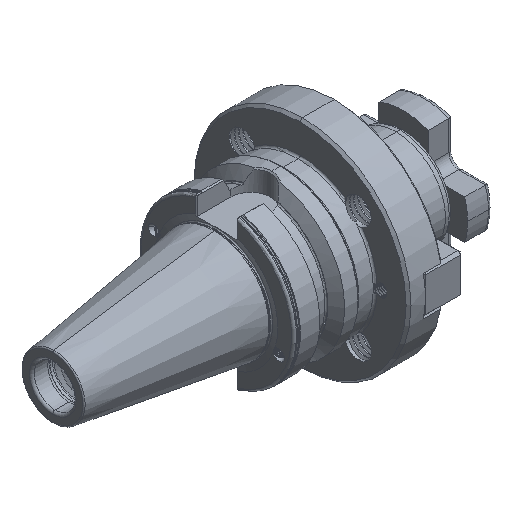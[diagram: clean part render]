
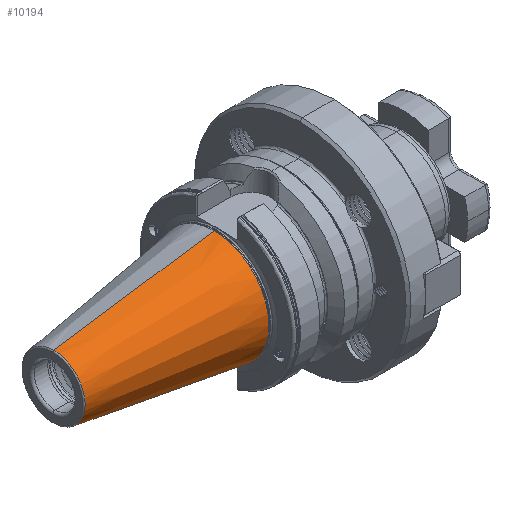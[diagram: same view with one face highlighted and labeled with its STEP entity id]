
A CAD part, isometric view. The second image highlights one B-rep face of the part: STEP entity #10194.
In plain terms, the highlighted conical face has half-angle 8.297 degrees and reference radius 22.24 mm.
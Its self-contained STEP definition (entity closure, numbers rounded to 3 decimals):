
#1972 = VERTEX_POINT ( 'NONE', #2629 ) ;
#1992 = VERTEX_POINT ( 'NONE', #2651 ) ;
#2004 = VERTEX_POINT ( 'NONE', #2624 ) ;
#2015 = VERTEX_POINT ( 'NONE', #17905 ) ;
#2441 = CARTESIAN_POINT ( 'NONE',  ( -0.9, 0., -22.24 ) ) ;
#2444 = DIRECTION ( 'NONE',  ( 0.99, 0., -0.144 ) ) ;
#2624 = CARTESIAN_POINT ( 'NONE',  ( -65.972, 0., 12.75 ) ) ;
#2629 = CARTESIAN_POINT ( 'NONE',  ( -0.9, 0., -22.24 ) ) ;
#2651 = CARTESIAN_POINT ( 'NONE',  ( -0.9, 0., 22.24 ) ) ;
#5972 = EDGE_LOOP ( 'NONE', ( #35801, #35789, #35779, #35764 ) ) ;
#7316 = EDGE_CURVE ( 'NONE', #2004, #2015, #13179, .T. ) ;
#7443 = EDGE_CURVE ( 'NONE', #1992, #1972, #13253, .T. ) ;
#7998 = EDGE_CURVE ( 'NONE', #2015, #1972, #17519, .T. ) ;
#8056 = EDGE_CURVE ( 'NONE', #2004, #1992, #17750, .T. ) ;
#10194 = ADVANCED_FACE ( 'NONE', ( #15647 ), #15661, .T. ) ;
#13179 = CIRCLE ( 'NONE', #13788, 12.75 ) ;
#13253 = CIRCLE ( 'NONE', #13823, 22.24 ) ;
#13788 = AXIS2_PLACEMENT_3D ( 'NONE', #16717, #16658, #16647 ) ;
#13823 = AXIS2_PLACEMENT_3D ( 'NONE', #31948, #31951, #32024 ) ;
#15447 = DIRECTION ( 'NONE',  ( 1., 0., 0. ) ) ;
#15476 = CARTESIAN_POINT ( 'NONE',  ( -0.9, 0., 0. ) ) ;
#15477 = DIRECTION ( 'NONE',  ( 0., 0., -1. ) ) ;
#15647 = FACE_OUTER_BOUND ( 'NONE', #5972, .T. ) ;
#15661 = CONICAL_SURFACE ( 'NONE', #19330, 22.24, 0.145 ) ;
#16647 = DIRECTION ( 'NONE',  ( 0., 0., -1. ) ) ;
#16658 = DIRECTION ( 'NONE',  ( 1., 0., 0. ) ) ;
#16717 = CARTESIAN_POINT ( 'NONE',  ( -65.972, 0., 0. ) ) ;
#17519 = LINE ( 'NONE', #2441, #17590 ) ;
#17590 = VECTOR ( 'NONE', #2444, 1000. ) ;
#17750 = LINE ( 'NONE', #41839, #17778 ) ;
#17778 = VECTOR ( 'NONE', #41842, 1000. ) ;
#17905 = CARTESIAN_POINT ( 'NONE',  ( -65.972, 0., -12.75 ) ) ;
#19330 = AXIS2_PLACEMENT_3D ( 'NONE', #15476, #15447, #15477 ) ;
#31948 = CARTESIAN_POINT ( 'NONE',  ( -0.9, 0., 0. ) ) ;
#31951 = DIRECTION ( 'NONE',  ( 1., 0., 0. ) ) ;
#32024 = DIRECTION ( 'NONE',  ( 0., 0., -1. ) ) ;
#35764 = ORIENTED_EDGE ( 'NONE', *, *, #7443, .F. ) ;
#35779 = ORIENTED_EDGE ( 'NONE', *, *, #7998, .T. ) ;
#35789 = ORIENTED_EDGE ( 'NONE', *, *, #7316, .T. ) ;
#35801 = ORIENTED_EDGE ( 'NONE', *, *, #8056, .F. ) ;
#41839 = CARTESIAN_POINT ( 'NONE',  ( -0.9, 0., 22.24 ) ) ;
#41842 = DIRECTION ( 'NONE',  ( 0.99, 0., 0.144 ) ) ;
